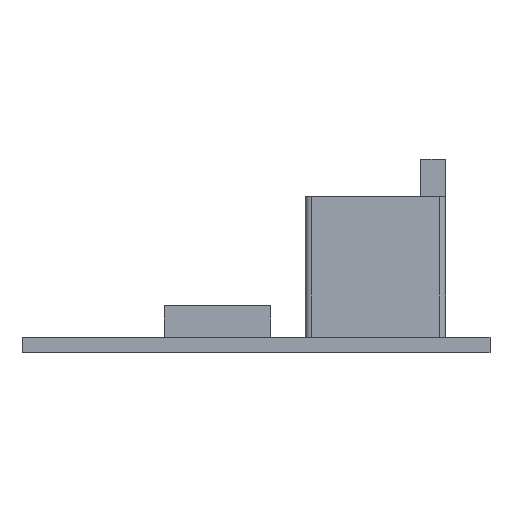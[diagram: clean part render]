
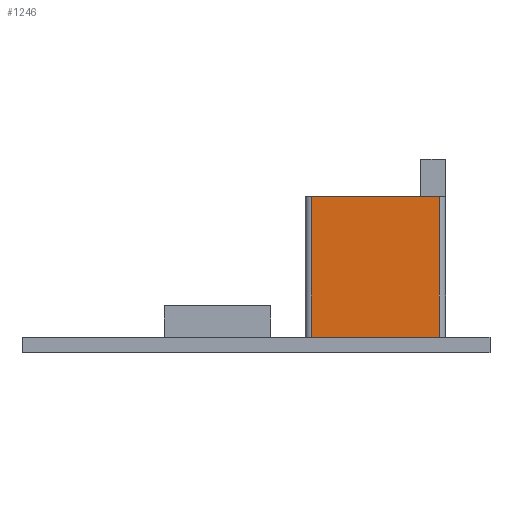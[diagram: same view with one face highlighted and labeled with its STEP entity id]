
A CAD part, front view. The second image highlights one B-rep face of the part: STEP entity #1246.
In plain terms, the highlighted planar face has unit normal (0, -1, 0).
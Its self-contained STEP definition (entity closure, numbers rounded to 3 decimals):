
#158=FACE_OUTER_BOUND('',#228,.T.);
#228=EDGE_LOOP('',(#934,#935,#936,#937));
#334=LINE('',#1905,#470);
#336=LINE('',#1915,#472);
#338=LINE('',#1919,#474);
#339=LINE('',#1920,#475);
#470=VECTOR('',#1524,10.);
#472=VECTOR('',#1534,10.);
#474=VECTOR('',#1538,10.);
#475=VECTOR('',#1539,10.);
#612=VERTEX_POINT('',#1902);
#613=VERTEX_POINT('',#1904);
#617=VERTEX_POINT('',#1913);
#618=VERTEX_POINT('',#1918);
#734=EDGE_CURVE('',#612,#613,#334,.T.);
#739=EDGE_CURVE('',#617,#612,#336,.T.);
#741=EDGE_CURVE('',#618,#617,#338,.T.);
#742=EDGE_CURVE('',#613,#618,#339,.T.);
#934=ORIENTED_EDGE('',*,*,#739,.F.);
#935=ORIENTED_EDGE('',*,*,#741,.F.);
#936=ORIENTED_EDGE('',*,*,#742,.F.);
#937=ORIENTED_EDGE('',*,*,#734,.F.);
#1200=PLANE('',#1349);
#1246=ADVANCED_FACE('',(#158),#1200,.T.);
#1349=AXIS2_PLACEMENT_3D('',#1917,#1536,#1537);
#1524=DIRECTION('',(-1.,0.,0.));
#1534=DIRECTION('',(0.,0.,-1.));
#1536=DIRECTION('center_axis',(0.,-1.,0.));
#1537=DIRECTION('ref_axis',(1.,0.,0.));
#1538=DIRECTION('',(1.,0.,0.));
#1539=DIRECTION('',(0.,0.,1.));
#1902=CARTESIAN_POINT('',(133.75,50.25,5.));
#1904=CARTESIAN_POINT('',(92.75,50.25,5.));
#1905=CARTESIAN_POINT('',(82.875,50.25,5.));
#1913=CARTESIAN_POINT('',(133.75,50.25,50.));
#1915=CARTESIAN_POINT('',(133.75,50.25,5.));
#1917=CARTESIAN_POINT('Origin',(90.75,50.25,5.));
#1918=CARTESIAN_POINT('',(92.75,50.25,50.));
#1919=CARTESIAN_POINT('',(90.75,50.25,50.));
#1920=CARTESIAN_POINT('',(92.75,50.25,5.));
